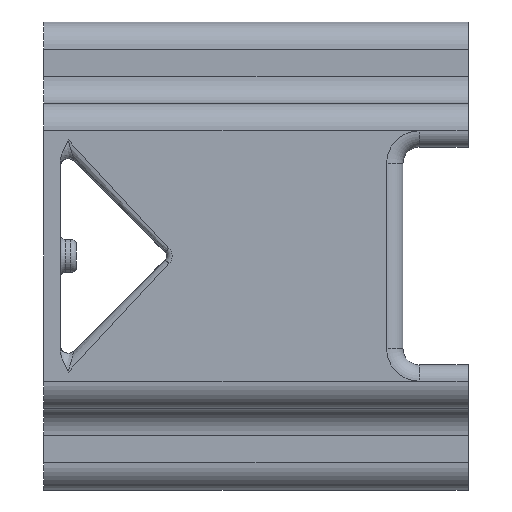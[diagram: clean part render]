
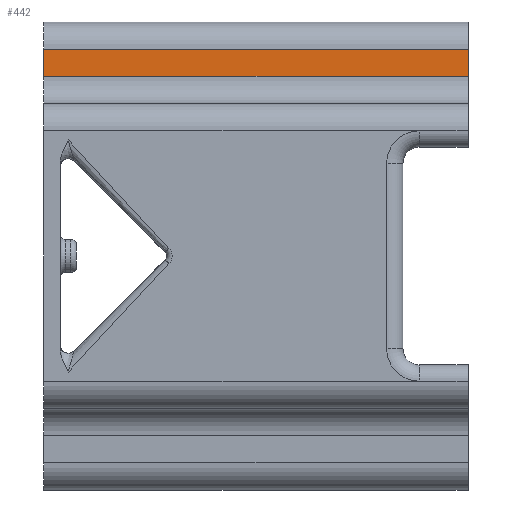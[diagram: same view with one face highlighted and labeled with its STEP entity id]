
A CAD part, left-side view. The second image highlights one B-rep face of the part: STEP entity #442.
In plain terms, the highlighted planar face has unit normal (-1, 0, 0).
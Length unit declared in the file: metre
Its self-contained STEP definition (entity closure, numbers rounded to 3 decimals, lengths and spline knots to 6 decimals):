
#442 = ADVANCED_FACE( '', ( #946 ), #947, .T. );
#946 = FACE_OUTER_BOUND( '', #5997, .T. );
#947 = PLANE( '', #5998 );
#5997 = EDGE_LOOP( '', ( #8794, #8795, #8796, #8797 ) );
#5998 = AXIS2_PLACEMENT_3D( '', #8798, #8799, #8800 );
#8794 = ORIENTED_EDGE( '', *, *, #9401, .F. );
#8795 = ORIENTED_EDGE( '', *, *, #9684, .F. );
#8796 = ORIENTED_EDGE( '', *, *, #9326, .T. );
#8797 = ORIENTED_EDGE( '', *, *, #9634, .F. );
#8798 = CARTESIAN_POINT( '', ( -0.028, 0.269757, 0.0355 ) );
#8799 = DIRECTION( '', ( -1., 0., 0. ) );
#8800 = DIRECTION( '', ( 0., 0., 1. ) );
#9326 = EDGE_CURVE( '', #10010, #10011, #10012, .T. );
#9401 = EDGE_CURVE( '', #10129, #10131, #10132, .T. );
#9634 = EDGE_CURVE( '', #10131, #10011, #10454, .T. );
#9684 = EDGE_CURVE( '', #10010, #10129, #10510, .T. );
#10010 = VERTEX_POINT( '', #11685 );
#10011 = VERTEX_POINT( '', #11686 );
#10012 = LINE( '', #11687, #11688 );
#10129 = VERTEX_POINT( '', #12126 );
#10131 = VERTEX_POINT( '', #12128 );
#10132 = LINE( '', #12129, #12130 );
#10454 = LINE( '', #13488, #13489 );
#10510 = LINE( '', #13752, #13753 );
#11685 = CARTESIAN_POINT( '', ( -0.028, 0.078, 0.033 ) );
#11686 = CARTESIAN_POINT( '', ( -0.028, 0., 0.033 ) );
#11687 = CARTESIAN_POINT( '', ( -0.028, 0.269757, 0.033 ) );
#11688 = VECTOR( '', #14277, 1. );
#12126 = CARTESIAN_POINT( '', ( -0.028, 0.078, 0.038 ) );
#12128 = CARTESIAN_POINT( '', ( -0.028, 0., 0.038 ) );
#12129 = CARTESIAN_POINT( '', ( -0.028, 0.269757, 0.038 ) );
#12130 = VECTOR( '', #14376, 1. );
#13488 = CARTESIAN_POINT( '', ( -0.028, 0., 0.0355 ) );
#13489 = VECTOR( '', #14639, 1. );
#13752 = CARTESIAN_POINT( '', ( -0.028, 0.078, 0.0355 ) );
#13753 = VECTOR( '', #14672, 1. );
#14277 = DIRECTION( '', ( 0., -1., 0. ) );
#14376 = DIRECTION( '', ( 0., -1., 0. ) );
#14639 = DIRECTION( '', ( 0., 0., -1. ) );
#14672 = DIRECTION( '', ( 0., 0., 1. ) );
